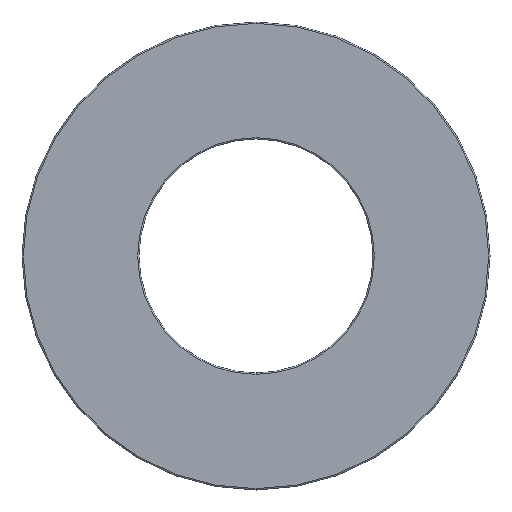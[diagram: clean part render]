
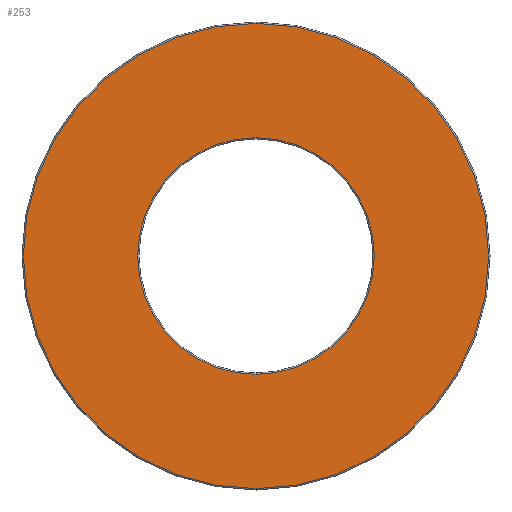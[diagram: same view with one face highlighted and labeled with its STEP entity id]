
A CAD part, front view. The second image highlights one B-rep face of the part: STEP entity #253.
In plain terms, the highlighted planar face has unit normal (0, -1, 0).
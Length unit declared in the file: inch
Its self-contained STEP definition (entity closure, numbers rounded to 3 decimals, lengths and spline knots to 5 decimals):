
#11 = CARTESIAN_POINT ( 'NONE',  ( 0., -0.1245, 0.22124 ) ) ;
#12 = ORIENTED_EDGE ( 'NONE', *, *, #805, .T. ) ;
#31 = EDGE_CURVE ( 'NONE', #493, #119, #532, .T. ) ;
#79 = DIRECTION ( 'NONE',  ( 0., 0., 1. ) ) ;
#119 = VERTEX_POINT ( 'NONE', #1221 ) ;
#139 = EDGE_LOOP ( 'NONE', ( #12, #1409 ) ) ;
#253 = ADVANCED_FACE ( 'NONE', ( #1594, #277 ), #2113, .F. ) ;
#277 = FACE_OUTER_BOUND ( 'NONE', #139, .T. ) ;
#281 = CARTESIAN_POINT ( 'NONE',  ( 0., -0.1245, 0.43501 ) ) ;
#327 = CARTESIAN_POINT ( 'NONE',  ( 0., -0.1245, 0. ) ) ;
#493 = VERTEX_POINT ( 'NONE', #11 ) ;
#496 = DIRECTION ( 'NONE',  ( 0., 0., 1. ) ) ;
#501 = CARTESIAN_POINT ( 'NONE',  ( 0., -0.1245, 0. ) ) ;
#532 = CIRCLE ( 'NONE', #1934, 0.22124 ) ;
#534 = DIRECTION ( 'NONE',  ( 0., 0., 1. ) ) ;
#572 = ORIENTED_EDGE ( 'NONE', *, *, #31, .T. ) ;
#582 = ORIENTED_EDGE ( 'NONE', *, *, #1980, .T. ) ;
#597 = CIRCLE ( 'NONE', #2037, 0.43501 ) ;
#660 = DIRECTION ( 'NONE',  ( 0., 0., 1. ) ) ;
#737 = CARTESIAN_POINT ( 'NONE',  ( 0., -0.1245, 0.4375 ) ) ;
#805 = EDGE_CURVE ( 'NONE', #2161, #1290, #1080, .T. ) ;
#868 = AXIS2_PLACEMENT_3D ( 'NONE', #737, #1088, #79 ) ;
#943 = DIRECTION ( 'NONE',  ( 0., 1., 0. ) ) ;
#1021 = CIRCLE ( 'NONE', #1377, 0.22124 ) ;
#1064 = DIRECTION ( 'NONE',  ( 0., 1., 0. ) ) ;
#1080 = CIRCLE ( 'NONE', #2077, 0.43501 ) ;
#1088 = DIRECTION ( 'NONE',  ( 0., 1., 0. ) ) ;
#1089 = CARTESIAN_POINT ( 'NONE',  ( 0., -0.1245, 0. ) ) ;
#1221 = CARTESIAN_POINT ( 'NONE',  ( 0., -0.1245, -0.22124 ) ) ;
#1245 = CARTESIAN_POINT ( 'NONE',  ( 0., -0.1245, -0.43501 ) ) ;
#1290 = VERTEX_POINT ( 'NONE', #1245 ) ;
#1306 = DIRECTION ( 'NONE',  ( 0., 0., 1. ) ) ;
#1377 = AXIS2_PLACEMENT_3D ( 'NONE', #1979, #943, #1306 ) ;
#1409 = ORIENTED_EDGE ( 'NONE', *, *, #1680, .T. ) ;
#1480 = EDGE_LOOP ( 'NONE', ( #572, #582 ) ) ;
#1531 = DIRECTION ( 'NONE',  ( 0., -1., 0. ) ) ;
#1594 = FACE_BOUND ( 'NONE', #1480, .T. ) ;
#1680 = EDGE_CURVE ( 'NONE', #1290, #2161, #597, .T. ) ;
#1718 = DIRECTION ( 'NONE',  ( 0., -1., 0. ) ) ;
#1934 = AXIS2_PLACEMENT_3D ( 'NONE', #1089, #1064, #534 ) ;
#1979 = CARTESIAN_POINT ( 'NONE',  ( 0., -0.1245, 0. ) ) ;
#1980 = EDGE_CURVE ( 'NONE', #119, #493, #1021, .T. ) ;
#2037 = AXIS2_PLACEMENT_3D ( 'NONE', #501, #1718, #660 ) ;
#2077 = AXIS2_PLACEMENT_3D ( 'NONE', #327, #1531, #496 ) ;
#2113 = PLANE ( 'NONE',  #868 ) ;
#2161 = VERTEX_POINT ( 'NONE', #281 ) ;
